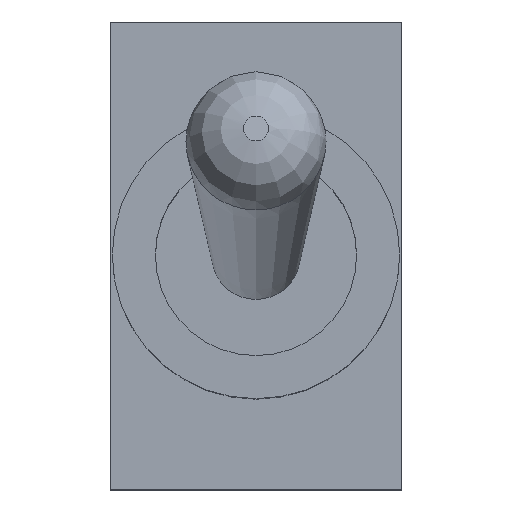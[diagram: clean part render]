
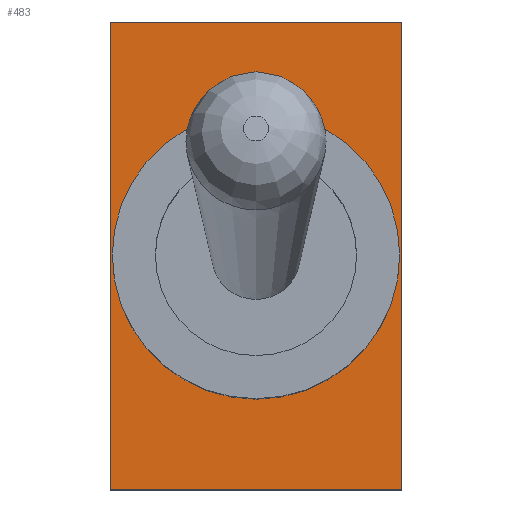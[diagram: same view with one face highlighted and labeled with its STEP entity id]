
A CAD part, top view. The second image highlights one B-rep face of the part: STEP entity #483.
In plain terms, the highlighted planar face has unit normal (0, 0, 1).
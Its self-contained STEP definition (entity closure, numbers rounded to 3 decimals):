
#21=CIRCLE('',#525,2.5);
#33=FACE_BOUND('',#102,.T.);
#68=FACE_OUTER_BOUND('',#101,.T.);
#101=EDGE_LOOP('',(#416,#417,#418,#419));
#102=EDGE_LOOP('',(#420));
#150=LINE('',#771,#202);
#152=LINE('',#775,#204);
#154=LINE('',#779,#206);
#156=LINE('',#782,#208);
#202=VECTOR('',#635,10.);
#204=VECTOR('',#639,10.);
#206=VECTOR('',#643,10.);
#208=VECTOR('',#647,10.);
#242=VERTEX_POINT('',#763);
#243=VERTEX_POINT('',#768);
#244=VERTEX_POINT('',#770);
#245=VERTEX_POINT('',#774);
#246=VERTEX_POINT('',#778);
#297=EDGE_CURVE('',#242,#242,#21,.T.);
#299=EDGE_CURVE('',#244,#243,#150,.T.);
#301=EDGE_CURVE('',#245,#244,#152,.T.);
#303=EDGE_CURVE('',#246,#245,#154,.T.);
#305=EDGE_CURVE('',#243,#246,#156,.T.);
#416=ORIENTED_EDGE('',*,*,#305,.T.);
#417=ORIENTED_EDGE('',*,*,#303,.T.);
#418=ORIENTED_EDGE('',*,*,#301,.T.);
#419=ORIENTED_EDGE('',*,*,#299,.T.);
#420=ORIENTED_EDGE('',*,*,#297,.T.);
#457=PLANE('',#531);
#483=ADVANCED_FACE('',(#68,#33),#457,.T.);
#525=AXIS2_PLACEMENT_3D('',#765,#628,#629);
#531=AXIS2_PLACEMENT_3D('',#783,#648,#649);
#628=DIRECTION('center_axis',(0.,0.,-1.));
#629=DIRECTION('ref_axis',(-1.,0.,0.));
#635=DIRECTION('',(-1.,0.,0.));
#639=DIRECTION('',(0.,1.,0.));
#643=DIRECTION('',(1.,0.,0.));
#647=DIRECTION('',(0.,-1.,0.));
#648=DIRECTION('center_axis',(0.,0.,1.));
#649=DIRECTION('ref_axis',(1.,0.,0.));
#763=CARTESIAN_POINT('',(2.5,0.,8.12));
#765=CARTESIAN_POINT('Origin',(0.,0.,8.12));
#768=CARTESIAN_POINT('',(-2.54,4.065,8.12));
#770=CARTESIAN_POINT('',(2.54,4.065,8.12));
#771=CARTESIAN_POINT('',(2.54,4.065,8.12));
#774=CARTESIAN_POINT('',(2.54,-4.065,8.12));
#775=CARTESIAN_POINT('',(2.54,-4.065,8.12));
#778=CARTESIAN_POINT('',(-2.54,-4.065,8.12));
#779=CARTESIAN_POINT('',(-2.54,-4.065,8.12));
#782=CARTESIAN_POINT('',(-2.54,4.065,8.12));
#783=CARTESIAN_POINT('Origin',(0.,0.,8.12));
